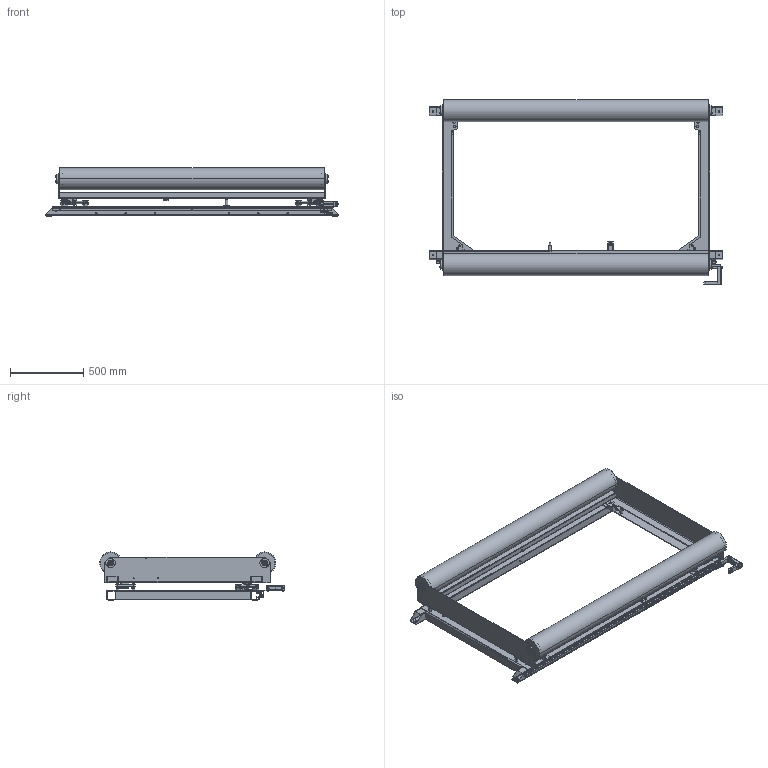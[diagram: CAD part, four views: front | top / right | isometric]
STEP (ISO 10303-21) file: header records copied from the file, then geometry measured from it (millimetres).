
FILE_DESCRIPTION((''),'2;1');
FILE_NAME('140903.1.stp','2015-09-15T15:51:09',(''),(''),'Mechanical Desktop 2009','Mechanical Desktop 2009',', , ');
FILE_SCHEMA(('CONFIG_CONTROL_DESIGN'));
Length unit declared in the file: millimetre
Products named in the file (140): K1409031; K1409032; K1409034A; K1409034; K1409035A; K1409035; K1409036; K1409036A; K1409037A; K1409037; K1309064A; K1309064; K0806235AA; K0806235; BLINDNIETMUTTER_M6_UT_FESG3_5; BLINDNIETMUTTER_M6_UT_FESG3_5A; SCHWEISSBOLZEN_M6X16A; SCHWEISSBOLZEN_M6X16; U-SCHEIBE_10_5_35X2_5; U-SCHEIBE_10_5_35X2_5A; K1409032|AVE_RENDER; K1409032|AVE_GLOBAL; K1409032|RM_SDB; K1409033; K1409041A; K1409041; K1409042; K1409042A; K1409038A; K1409038; K1409039A; K1409039; K0806235A; 6KT-SCHRAUBE_M6X8; 6KT-SCHRAUBE_M6X8A; U-SCHEIBE_M6A; U-SCHEIBE_M6AA; K1309065A; K1309065; K1409033|AVE_RENDER ...
Assembly tree (296 placements, depth 4):
  K1409031
    K1409032
      K1409034A
        K1409034
      K1409035A
        K1409035
      K1409036
        K1409036A
      K1409037A
        K1409037
      K1309064A
        K1309064
      K0806235AA
        K0806235
      BLINDNIETMUTTER_M6_UT_FESG3_5  x15
        BLINDNIETMUTTER_M6_UT_FESG3_5A
      SCHWEISSBOLZEN_M6X16A
        SCHWEISSBOLZEN_M6X16
      U-SCHEIBE_10_5_35X2_5  x4
        U-SCHEIBE_10_5_35X2_5A
      K1409032|AVE_RENDER  x8
      K1409032|AVE_GLOBAL
      K1409032|RM_SDB  x3
    K1409033
      K1409041A
        K1409041
      K1409042
        K1409042A
      K1409038A
        K1409038
      K1409039A
        K1409039
      K0806235A
        K0806235
      6KT-SCHRAUBE_M6X8
        6KT-SCHRAUBE_M6X8A
      U-SCHEIBE_M6A
        U-SCHEIBE_M6AA
      K1309065A
        K1309065
      K1409033|AVE_RENDER  x8
      K1409033|AVE_GLOBAL
      K1409033|RM_SDB  x3
    K0605198  x4
      K0605198A
    WELLE_D16H6X210_ROSTFREI  x2
      WELLE_D16H6X210_ROSTFREIA
    I-6KT_SCHRAUBE_M6X40  x8
      I-6KT_SCHRAUBE_M6X40A
    K0605201  x2
      K0605201A
    K0605202A  x4
      K0605202
    6KT-SCHRAUBE_M8X45A  x4
      6KT-SCHRAUBE_M8X45
    U-SCHEIBE_M8A  x8
      U-SCHEIBE_M8
    K0605203A  x2
      K0605203
    KUGEL_ZU_GLEITLAGERBOCK_D16DUA  x2
Bounding box: 2000 x 1259.5 x 327.5 mm (x, y, z)
Volume: 23893433 mm3; surface area: 9117050.8 mm2
Topology: 164 solids, 165 shells, 2798 faces, 6691 edges, 4321 vertices
Faces by surface type: plane 1315, cylinder 1039, cone 282, torus 104, bspline 48, sphere 10
Entity records: 47963 total; most frequent: CARTESIAN_POINT 8804, DIRECTION 8225, ORIENTED_EDGE 7280, EDGE_CURVE 3640, AXIS2_PLACEMENT_3D 2912, VECTOR 2401, LINE 2401, VERTEX_POINT 2376
